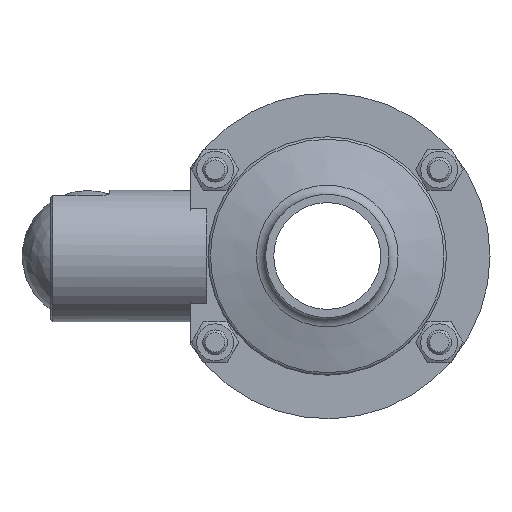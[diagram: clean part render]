
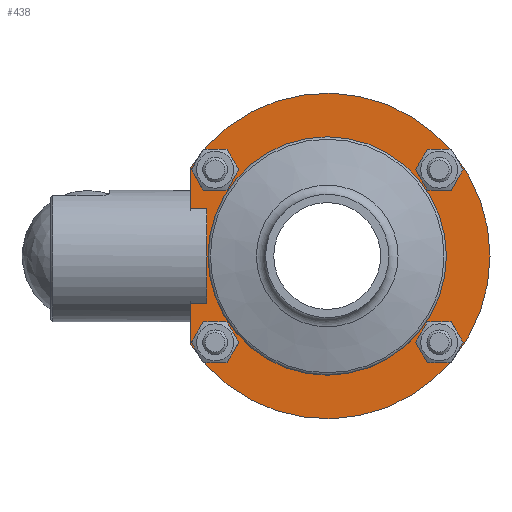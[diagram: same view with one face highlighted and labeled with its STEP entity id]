
A CAD part, left-side view. The second image highlights one B-rep face of the part: STEP entity #438.
In plain terms, the highlighted planar face has unit normal (-1, 0, 0).
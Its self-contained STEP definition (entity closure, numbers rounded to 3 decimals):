
#438 = ADVANCED_FACE( '', ( #855, #856, #857, #858, #859, #860 ), #861, .T. );
#855 = FACE_BOUND( '', #1308, .T. );
#856 = FACE_OUTER_BOUND( '', #1309, .T. );
#857 = FACE_BOUND( '', #1310, .T. );
#858 = FACE_BOUND( '', #1311, .T. );
#859 = FACE_BOUND( '', #1312, .T. );
#860 = FACE_BOUND( '', #1313, .T. );
#861 = PLANE( '', #1314 );
#1308 = EDGE_LOOP( '', ( #2410 ) );
#1309 = EDGE_LOOP( '', ( #2411, #2412 ) );
#1310 = EDGE_LOOP( '', ( #2413 ) );
#1311 = EDGE_LOOP( '', ( #2414 ) );
#1312 = EDGE_LOOP( '', ( #2415 ) );
#1313 = EDGE_LOOP( '', ( #2416 ) );
#1314 = AXIS2_PLACEMENT_3D( '', #2417, #2418, #2419 );
#2410 = ORIENTED_EDGE( '', *, *, #2802, .F. );
#2411 = ORIENTED_EDGE( '', *, *, #2803, .T. );
#2412 = ORIENTED_EDGE( '', *, *, #2800, .F. );
#2413 = ORIENTED_EDGE( '', *, *, #2804, .T. );
#2414 = ORIENTED_EDGE( '', *, *, #2805, .T. );
#2415 = ORIENTED_EDGE( '', *, *, #2806, .T. );
#2416 = ORIENTED_EDGE( '', *, *, #2807, .T. );
#2417 = CARTESIAN_POINT( '', ( -11., 39.6, 0. ) );
#2418 = DIRECTION( '', ( -1., 0., 0. ) );
#2419 = DIRECTION( '', ( 0., 0., 1. ) );
#2800 = EDGE_CURVE( '', #3330, #3332, #3333, .T. );
#2802 = EDGE_CURVE( '', #3335, #3335, #3336, .T. );
#2803 = EDGE_CURVE( '', #3330, #3332, #3337, .T. );
#2804 = EDGE_CURVE( '', #3338, #3338, #3339, .T. );
#2805 = EDGE_CURVE( '', #3340, #3340, #3341, .T. );
#2806 = EDGE_CURVE( '', #3342, #3342, #3343, .T. );
#2807 = EDGE_CURVE( '', #3344, #3344, #3345, .T. );
#3330 = VERTEX_POINT( '', #4580 );
#3332 = VERTEX_POINT( '', #4583 );
#3333 = CIRCLE( '', #4584, 39.6 );
#3335 = VERTEX_POINT( '', #4587 );
#3336 = CIRCLE( '', #4588, 29. );
#3337 = LINE( '', #4589, #4590 );
#3338 = VERTEX_POINT( '', #4591 );
#3339 = CIRCLE( '', #4592, 3.5 );
#3340 = VERTEX_POINT( '', #4593 );
#3341 = CIRCLE( '', #4594, 3.5 );
#3342 = VERTEX_POINT( '', #4595 );
#3343 = CIRCLE( '', #4596, 3.5 );
#3344 = VERTEX_POINT( '', #4597 );
#3345 = CIRCLE( '', #4598, 3.5 );
#4580 = CARTESIAN_POINT( '', ( -11., 33.26, 21.493 ) );
#4583 = CARTESIAN_POINT( '', ( -11., 33.26, -21.493 ) );
#4584 = AXIS2_PLACEMENT_3D( '', #5051, #5052, #5053 );
#4587 = CARTESIAN_POINT( '', ( -11., 0., 29. ) );
#4588 = AXIS2_PLACEMENT_3D( '', #5055, #5056, #5057 );
#4589 = CARTESIAN_POINT( '', ( -11., 33.26, 0. ) );
#4590 = VECTOR( '', #5058, 1000. );
#4591 = CARTESIAN_POINT( '', ( -11., -27.26, -24.5 ) );
#4592 = AXIS2_PLACEMENT_3D( '', #5059, #5060, #5061 );
#4593 = CARTESIAN_POINT( '', ( -11., -27.26, 17.5 ) );
#4594 = AXIS2_PLACEMENT_3D( '', #5062, #5063, #5064 );
#4595 = CARTESIAN_POINT( '', ( -11., 27.26, -24.5 ) );
#4596 = AXIS2_PLACEMENT_3D( '', #5065, #5066, #5067 );
#4597 = CARTESIAN_POINT( '', ( -11., 27.26, 17.5 ) );
#4598 = AXIS2_PLACEMENT_3D( '', #5068, #5069, #5070 );
#5051 = CARTESIAN_POINT( '', ( -11., 0., 0. ) );
#5052 = DIRECTION( '', ( 1., 0., 0. ) );
#5053 = DIRECTION( '', ( 0., 0., -1. ) );
#5055 = CARTESIAN_POINT( '', ( -11., 0., 0. ) );
#5056 = DIRECTION( '', ( -1., 0., 0. ) );
#5057 = DIRECTION( '', ( 0., 0., 1. ) );
#5058 = DIRECTION( '', ( 0., 0., -1. ) );
#5059 = CARTESIAN_POINT( '', ( -11., -27.26, -21. ) );
#5060 = DIRECTION( '', ( 1., 0., 0. ) );
#5061 = DIRECTION( '', ( 0., 0., -1. ) );
#5062 = CARTESIAN_POINT( '', ( -11., -27.26, 21. ) );
#5063 = DIRECTION( '', ( 1., 0., 0. ) );
#5064 = DIRECTION( '', ( 0., 0., -1. ) );
#5065 = CARTESIAN_POINT( '', ( -11., 27.26, -21. ) );
#5066 = DIRECTION( '', ( 1., 0., 0. ) );
#5067 = DIRECTION( '', ( 0., 0., -1. ) );
#5068 = CARTESIAN_POINT( '', ( -11., 27.26, 21. ) );
#5069 = DIRECTION( '', ( 1., 0., 0. ) );
#5070 = DIRECTION( '', ( 0., 0., -1. ) );
